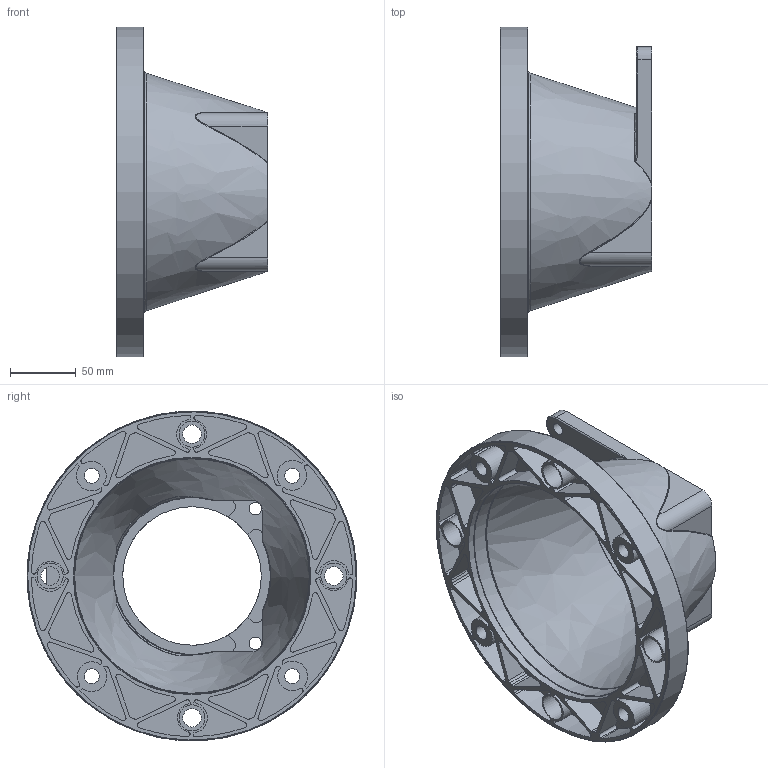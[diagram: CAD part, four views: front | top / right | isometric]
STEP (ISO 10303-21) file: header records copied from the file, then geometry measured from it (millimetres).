
FILE_DESCRIPTION(('STEP AP203'),'2;1');
FILE_NAME('LBS25.stp','2005-07-21T17:21:50',(''),(''),'9.0.0','THINKDESIGN','');
FILE_SCHEMA(('CONFIG_CONTROL_DESIGN'));
Length unit declared in the file: millimetre
Bounding box: 115 x 250 x 250 mm (x, y, z)
Surface area: 251114.1 mm2 (no closed solid volume)
Topology: 0 solids, 0 shells, 388 faces, 2030 edges, 1967 vertices
Faces by surface type: cylinder 196, plane 132, bspline 60
Full cylindrical faces by diameter (mm): 9.5 x4, 11.25 x4, 14 x4, 19.699 x4, 105 x1, 180 x1, 183 x1, 250 x1
Entity records: 22827 total; most frequent: CARTESIAN_POINT 10959, DIRECTION 3072, COMPOSITE_CURVE_SEGMENT 1994, TRIMMED_CURVE 1584, AXIS2_PLACEMENT_3D 1090, VECTOR 892, LINE 892, CIRCLE 770
